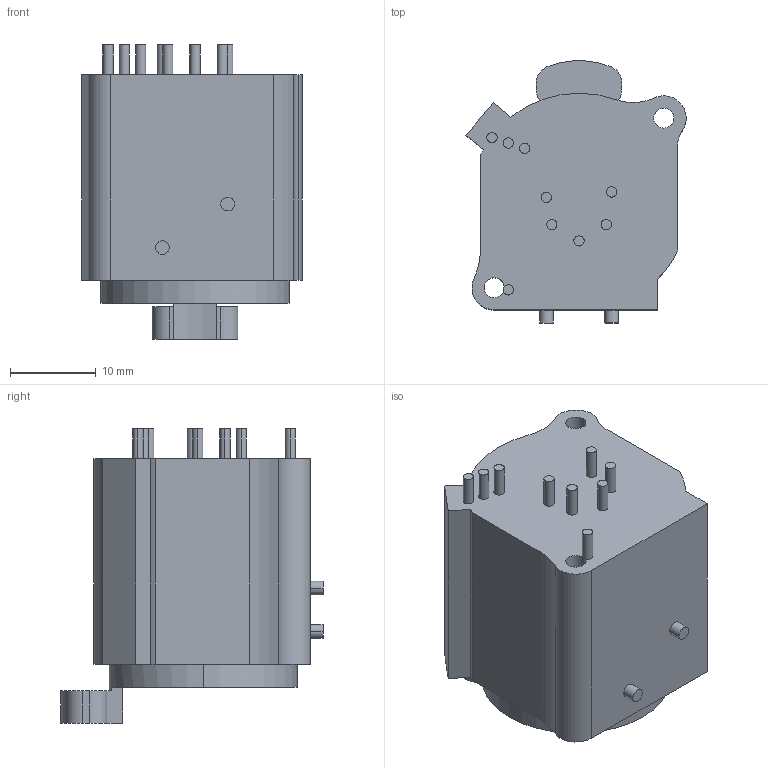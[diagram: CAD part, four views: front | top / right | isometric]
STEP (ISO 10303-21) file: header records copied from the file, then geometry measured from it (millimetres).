
FILE_DESCRIPTION((''),'2;1');
FILE_NAME('D-NC5FAV-SW','2013-08-22T',('odo'),(''),'PRO/ENGINEER BY PARAMETRIC TECHNOLOGY CORPORATION, 2011310','PRO/ENGINEER BY PARAMETRIC TECHNOLOGY CORPORATION, 2011310','');
FILE_SCHEMA(('AUTOMOTIVE_DESIGN_CC2 { 1 2 10303 214 -1 1 5 2 }'));
Length unit declared in the file: millimetre
Products named in the file (1): D-NC5FAV-SW
Bounding box: 25.69 x 30.62 x 34.4 mm (x, y, z)
Volume: 13063.2 mm3; surface area: 6024.2 mm2
Topology: 1 solids, 1 shells, 92 faces, 217 edges, 144 vertices
Faces by surface type: cylinder 55, plane 37
Entity records: 3595 total; most frequent: DIRECTION 519, CARTESIAN_POINT 453, ORIENTED_EDGE 434, PRESENTATION_STYLE_ASSIGNMENT 218, STYLED_ITEM 218, CURVE_STYLE 217, EDGE_CURVE 217, AXIS2_PLACEMENT_3D 210
